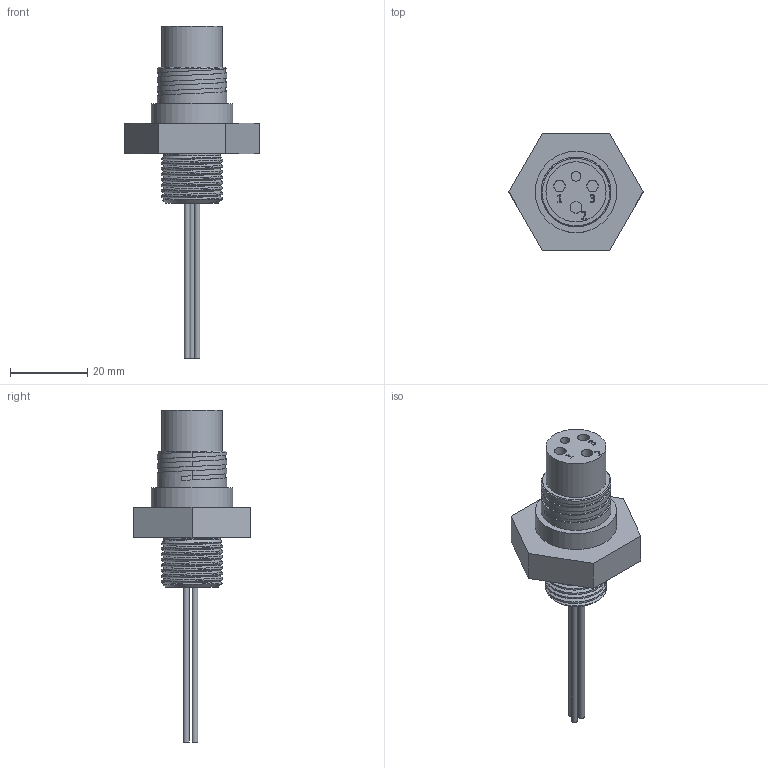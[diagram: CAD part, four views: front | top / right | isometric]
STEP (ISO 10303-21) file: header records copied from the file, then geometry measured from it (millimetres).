
FILE_DESCRIPTION(/* description */ (''),/* implementation_level */ '2;1');
FILE_NAME(/* name */ 'BCR1503F-G2.stp',/* time_stamp */ '2014-11-20T13:38:10+01:00',/* author */ ('sh'),/* organization */ (''),/* preprocessor_version */ 'ST-DEVELOPER v15.2',/* originating_system */ 'Autodesk Inventor 2014',/* authorisation */ '');
FILE_SCHEMA (('AUTOMOTIVE_DESIGN { 1 0 10303 214 3 1 1 }'));
Length unit declared in the file: millimetre
Products named in the file (1): BCR1503F-G2
Bounding box: 34.64 x 30 x 85.7 mm (x, y, z)
Volume: 13801.6 mm3; surface area: 6114.7 mm2
Topology: 1 solids, 1 shells, 110 faces, 272 edges, 180 vertices
Faces by surface type: plane 51, bspline 38, cylinder 18, cone 3
Full cylindrical faces by diameter (mm): 1.5 x3, 2.5 x1, 3 x3, 14.645 x1, 15.5 x1, 18 x3, 20 x1, 21 x1, 26.5 x1
Entity records: 5433 total; most frequent: CARTESIAN_POINT 3147, ORIENTED_EDGE 494, DIRECTION 337, EDGE_CURVE 247, VERTEX_POINT 172, EDGE_LOOP 137, LINE 135, VECTOR 135
